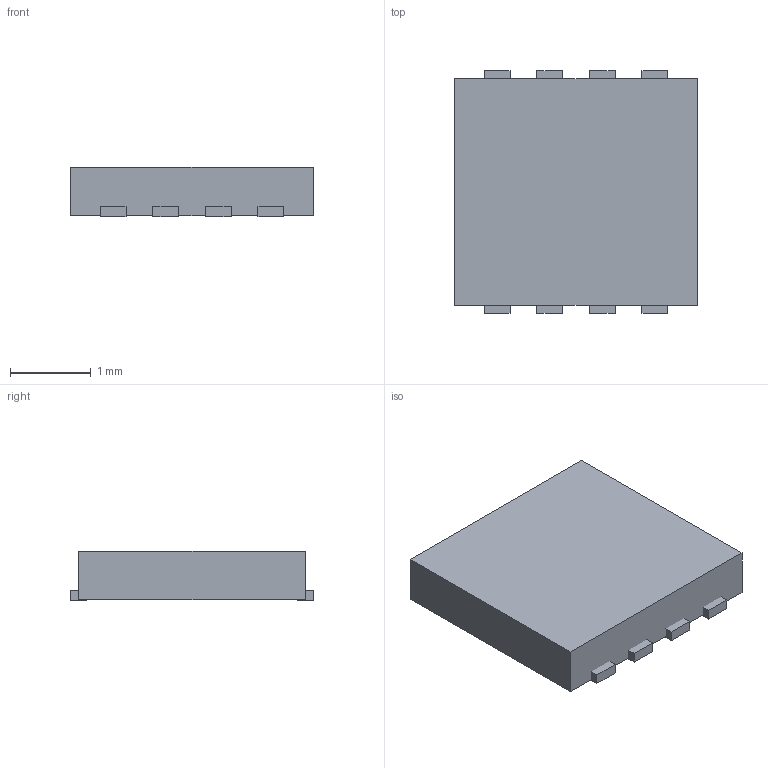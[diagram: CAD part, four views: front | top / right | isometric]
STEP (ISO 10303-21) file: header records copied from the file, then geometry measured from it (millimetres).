
FILE_DESCRIPTION(('FreeCAD Model'),'2;1');
FILE_NAME('HSON8.step','2018-07-24T13:44:08',( 'kicad StepUp'),('ksu MCAD'),'Open CASCADE STEP processor 6.8', 'FreeCAD','Unknown');
FILE_SCHEMA(('AUTOMOTIVE_DESIGN_CC2 { 1 2 10303 214 -1 1 5 4 }'));
Length unit declared in the file: millimetre
Products named in the file (1): HSON8
Bounding box: 3 x 3 x 0.61 mm (x, y, z)
Volume: 5.1 mm3; surface area: 25.9 mm2
Topology: 9 solids, 9 shells, 54 faces, 108 edges, 72 vertices
Faces by surface type: plane 54
Entity records: 1747 total; most frequent: CARTESIAN_POINT 235, DIRECTION 218, ORIENTED_EDGE 216, EDGE_CURVE 108, LINE 108, VECTOR 108, VERTEX_POINT 72, AXIS2_PLACEMENT_3D 55
